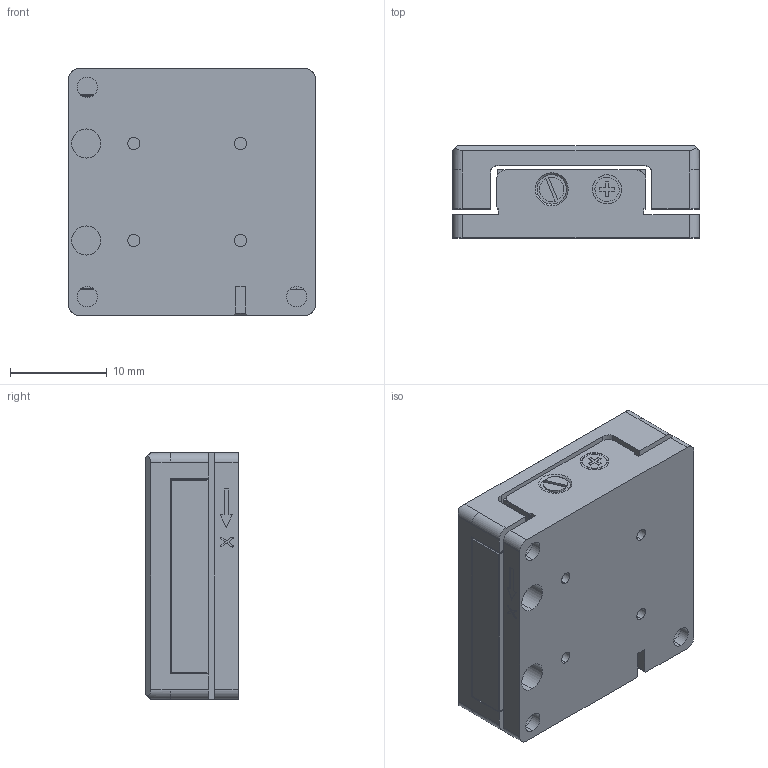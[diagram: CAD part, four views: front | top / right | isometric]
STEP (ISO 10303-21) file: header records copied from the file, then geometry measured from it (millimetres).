
FILE_DESCRIPTION (( 'STEP AP203' ), '1' );
FILE_NAME ('Linear25-Slim-X.STEP', '2024-01-27T03:15:46', ( '' ), ( '' ), 'SwSTEP 2.0', 'SolidWorks 2020', '' );
FILE_SCHEMA (( 'CONFIG_CONTROL_DESIGN' ));
Products named in the file (1): Linear25-Slim-X
Bounding box: 25.4 x 9.5 x 25.4 mm (x, y, z)
Volume: 5089.5 mm3; surface area: 4446.6 mm2
Topology: 3 solids, 3 shells, 1352 faces, 3796 edges, 2516 vertices
Faces by surface type: bspline 862, plane 388, cylinder 92, cone 10
Entity records: 49051 total; most frequent: CARTESIAN_POINT 19891, ORIENTED_EDGE 7576, EDGE_CURVE 3788, DIRECTION 3224, VERTEX_POINT 2516, VECTOR 1862, LINE 1862, B_SPLINE_CURVE_WITH_KNOTS 1728
